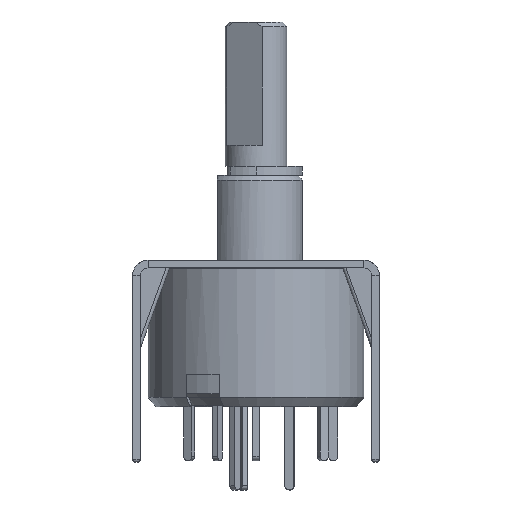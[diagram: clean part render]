
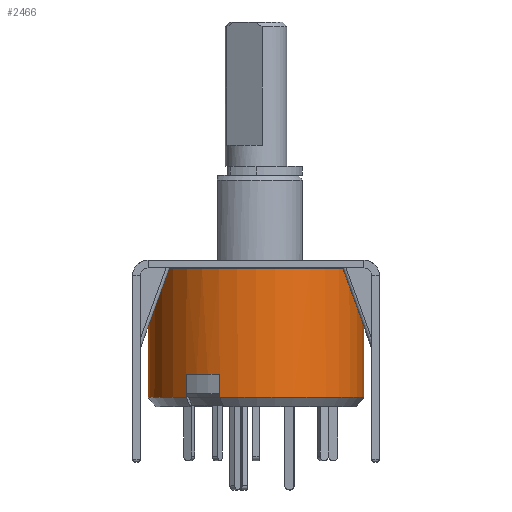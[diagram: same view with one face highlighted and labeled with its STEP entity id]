
A CAD part, front view. The second image highlights one B-rep face of the part: STEP entity #2466.
In plain terms, the highlighted cylindrical face has radius 7 mm (diameter 14 mm), a partial arc.
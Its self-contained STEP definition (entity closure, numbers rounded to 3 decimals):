
#30 = DIRECTION ( 'NONE',  ( 0., 0., -1. ) ) ;
#122 = EDGE_CURVE ( 'NONE', #11441, #13408, #1418, .T. ) ;
#276 = CIRCLE ( 'NONE', #308, 7. ) ;
#289 = CARTESIAN_POINT ( 'NONE',  ( 7., 0., -7.4 ) ) ;
#308 = AXIS2_PLACEMENT_3D ( 'NONE', #4301, #8437, #7518 ) ;
#447 = CARTESIAN_POINT ( 'NONE',  ( -2.361, -6.59, -5.9 ) ) ;
#449 = ORIENTED_EDGE ( 'NONE', *, *, #122, .F. ) ;
#532 = CARTESIAN_POINT ( 'NONE',  ( -4.526, -5.34, -5.9 ) ) ;
#1022 = AXIS2_PLACEMENT_3D ( 'NONE', #11869, #6661, #4534 ) ;
#1336 = AXIS2_PLACEMENT_3D ( 'NONE', #10697, #5474, #6532 ) ;
#1418 = CIRCLE ( 'NONE', #11521, 7. ) ;
#1653 = DIRECTION ( 'NONE',  ( 1., 0., 0. ) ) ;
#1732 = CARTESIAN_POINT ( 'NONE',  ( -7., 0., 9. ) ) ;
#1756 = DIRECTION ( 'NONE',  ( 0., 0., -1. ) ) ;
#1927 = LINE ( 'NONE', #1732, #9112 ) ;
#2088 = EDGE_CURVE ( 'NONE', #9113, #9776, #8682, .T. ) ;
#2254 = DIRECTION ( 'NONE',  ( 0., 0., 1. ) ) ;
#2466 = ADVANCED_FACE ( 'NONE', ( #4782 ), #11610, .T. ) ;
#2612 = CARTESIAN_POINT ( 'NONE',  ( 0., 0., -7.4 ) ) ;
#2753 = LINE ( 'NONE', #5255, #9104 ) ;
#2763 = EDGE_LOOP ( 'NONE', ( #13224, #11277, #7035, #12031, #5647, #11406, #8195, #449 ) ) ;
#2792 = DIRECTION ( 'NONE',  ( 0., 0., -1. ) ) ;
#3592 = DIRECTION ( 'NONE',  ( 0., 0., -1. ) ) ;
#3821 = CARTESIAN_POINT ( 'NONE',  ( -7., 0., -7.4 ) ) ;
#4301 = CARTESIAN_POINT ( 'NONE',  ( 0., 0., -5.9 ) ) ;
#4534 = DIRECTION ( 'NONE',  ( 1., 0., 0. ) ) ;
#4782 = FACE_OUTER_BOUND ( 'NONE', #2763, .T. ) ;
#4790 = EDGE_CURVE ( 'NONE', #9113, #11441, #8130, .T. ) ;
#5255 = CARTESIAN_POINT ( 'NONE',  ( -4.526, -5.34, 9. ) ) ;
#5443 = CARTESIAN_POINT ( 'NONE',  ( -4.526, -5.34, -7.4 ) ) ;
#5474 = DIRECTION ( 'NONE',  ( 0., 0., -1. ) ) ;
#5647 = ORIENTED_EDGE ( 'NONE', *, *, #11178, .T. ) ;
#6062 = EDGE_CURVE ( 'NONE', #9698, #10156, #276, .T. ) ;
#6123 = EDGE_CURVE ( 'NONE', #7266, #10985, #8094, .T. ) ;
#6215 = CARTESIAN_POINT ( 'NONE',  ( 7., 0., 9. ) ) ;
#6459 = AXIS2_PLACEMENT_3D ( 'NONE', #7855, #1756, #9046 ) ;
#6532 = DIRECTION ( 'NONE',  ( -1., 0., 0. ) ) ;
#6661 = DIRECTION ( 'NONE',  ( 0., 0., -1. ) ) ;
#7035 = ORIENTED_EDGE ( 'NONE', *, *, #9789, .T. ) ;
#7266 = VERTEX_POINT ( 'NONE', #5443 ) ;
#7518 = DIRECTION ( 'NONE',  ( -1., 0., 0. ) ) ;
#7760 = CARTESIAN_POINT ( 'NONE',  ( -2.361, -6.59, 9. ) ) ;
#7855 = CARTESIAN_POINT ( 'NONE',  ( 0., 0., 9. ) ) ;
#7897 = LINE ( 'NONE', #7760, #8372 ) ;
#7941 = CARTESIAN_POINT ( 'NONE',  ( -2.361, -6.59, -7.4 ) ) ;
#8094 = CIRCLE ( 'NONE', #1022, 7. ) ;
#8130 = LINE ( 'NONE', #6215, #13340 ) ;
#8195 = ORIENTED_EDGE ( 'NONE', *, *, #13243, .T. ) ;
#8372 = VECTOR ( 'NONE', #3592, 1000. ) ;
#8437 = DIRECTION ( 'NONE',  ( 0., 0., 1. ) ) ;
#8682 = CIRCLE ( 'NONE', #1336, 7. ) ;
#9046 = DIRECTION ( 'NONE',  ( -1., 0., 0. ) ) ;
#9104 = VECTOR ( 'NONE', #2254, 1000. ) ;
#9113 = VERTEX_POINT ( 'NONE', #9174 ) ;
#9112 = VECTOR ( 'NONE', #2792, 1000. ) ;
#9174 = CARTESIAN_POINT ( 'NONE',  ( 7., 0., 0.95 ) ) ;
#9698 = VERTEX_POINT ( 'NONE', #532 ) ;
#9776 = VERTEX_POINT ( 'NONE', #13103 ) ;
#9789 = EDGE_CURVE ( 'NONE', #9776, #10985, #1927, .T. ) ;
#10156 = VERTEX_POINT ( 'NONE', #447 ) ;
#10697 = CARTESIAN_POINT ( 'NONE',  ( 0., 0., 0.95 ) ) ;
#10985 = VERTEX_POINT ( 'NONE', #3821 ) ;
#10995 = DIRECTION ( 'NONE',  ( 0., 0., -1. ) ) ;
#11178 = EDGE_CURVE ( 'NONE', #7266, #9698, #2753, .T. ) ;
#11277 = ORIENTED_EDGE ( 'NONE', *, *, #2088, .T. ) ;
#11406 = ORIENTED_EDGE ( 'NONE', *, *, #6062, .T. ) ;
#11441 = VERTEX_POINT ( 'NONE', #289 ) ;
#11521 = AXIS2_PLACEMENT_3D ( 'NONE', #2612, #10995, #1653 ) ;
#11610 = CYLINDRICAL_SURFACE ( 'NONE', #6459, 7. ) ;
#11869 = CARTESIAN_POINT ( 'NONE',  ( 0., 0., -7.4 ) ) ;
#12031 = ORIENTED_EDGE ( 'NONE', *, *, #6123, .F. ) ;
#13103 = CARTESIAN_POINT ( 'NONE',  ( -7., 0., 0.95 ) ) ;
#13224 = ORIENTED_EDGE ( 'NONE', *, *, #4790, .F. ) ;
#13243 = EDGE_CURVE ( 'NONE', #10156, #13408, #7897, .T. ) ;
#13340 = VECTOR ( 'NONE', #30, 1000. ) ;
#13408 = VERTEX_POINT ( 'NONE', #7941 ) ;
